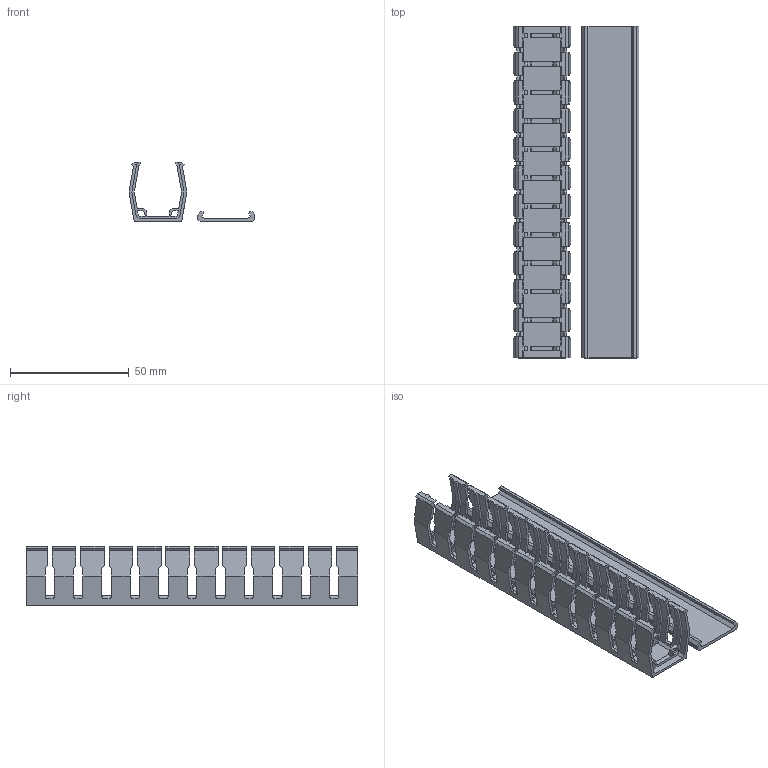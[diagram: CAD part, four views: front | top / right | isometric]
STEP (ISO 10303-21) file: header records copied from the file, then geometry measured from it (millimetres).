
FILE_DESCRIPTION(/* description */ (''),/* implementation_level */ '2;1');
FILE_NAME(/* name */ 'CableManagementDuct v1.step',/* time_stamp */ '2023-03-29T14:09:04+08:00',/* author */ (''),/* organization */ (''),/* preprocessor_version */ 'ST-DEVELOPER v19.2',/* originating_system */ 'Autodesk Translation Framework v11.17.0.187',/* authorisation */ '');
FILE_SCHEMA (('AUTOMOTIVE_DESIGN { 1 0 10303 214 3 1 1 }'));
Length unit declared in the file: millimetre
Products named in the file (1): CableManagementDuct
Bounding box: 53.13 x 140 x 25 mm (x, y, z)
Volume: 17353.7 mm3; surface area: 28983.5 mm2
Topology: 2 solids, 2 shells, 900 faces, 2688 edges, 1792 vertices
Faces by surface type: plane 856, cylinder 44
Entity records: 29835 total; most frequent: CARTESIAN_POINT 5381, ORIENTED_EDGE 5376, DIRECTION 4578, EDGE_CURVE 2688, LINE 2600, VECTOR 2600, VERTEX_POINT 1792, AXIS2_PLACEMENT_3D 989
